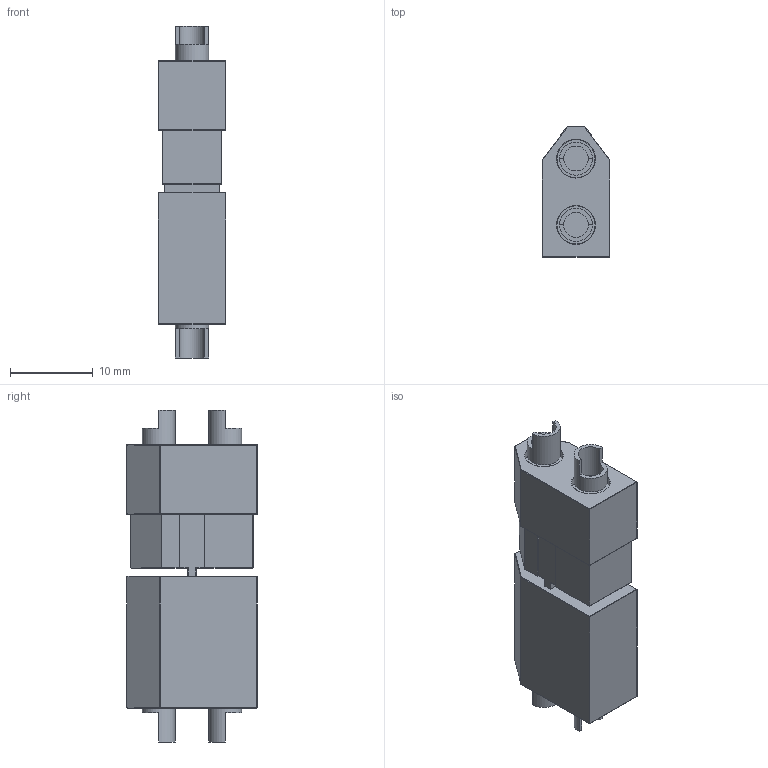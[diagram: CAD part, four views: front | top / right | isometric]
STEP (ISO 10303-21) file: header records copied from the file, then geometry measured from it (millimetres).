
FILE_DESCRIPTION(/* description */ (''),/* implementation_level */ '2;1');
FILE_NAME(/* name */ 'XT60 CONNECTORS MALE-FEMALE PAIR.stp',/* time_stamp */ '2021-08-04T22:18:03-04:00',/* author */ ('Julio Mora'),/* organization */ (''),/* preprocessor_version */ 'ST-DEVELOPER v16.13',/* originating_system */ 'Autodesk Inventor 2018',/* authorisation */ '');
FILE_SCHEMA (('AUTOMOTIVE_DESIGN { 1 0 10303 214 3 1 1 }'));
Length unit declared in the file: millimetre
Products named in the file (5): XT60 CONNECTORS MALE-FEMALE PAIR; Connector; Pluggers; Sparkfun; Flame
Assembly tree (4 placements, depth 2):
  XT60 CONNECTORS MALE-FEMALE PAIR
    Connector
    Pluggers
    Sparkfun
    Flame
Bounding box: 8.13 x 15.73 x 40.06 mm (x, y, z)
Volume: 3430.8 mm3; surface area: 2189.1 mm2
Topology: 25 solids, 25 shells, 429 faces, 1011 edges, 634 vertices
Faces by surface type: plane 250, cylinder 137, sphere 34, torus 4, bspline 4
Full cylindrical faces by diameter (mm): 0.249 x1, 0.423 x1, 3 x4, 4 x4, 4.6 x4
Entity records: 12777 total; most frequent: DIRECTION 2148, CARTESIAN_POINT 2130, ORIENTED_EDGE 1986, EDGE_CURVE 993, AXIS2_PLACEMENT_3D 722, LINE 704, VECTOR 704, VERTEX_POINT 634
